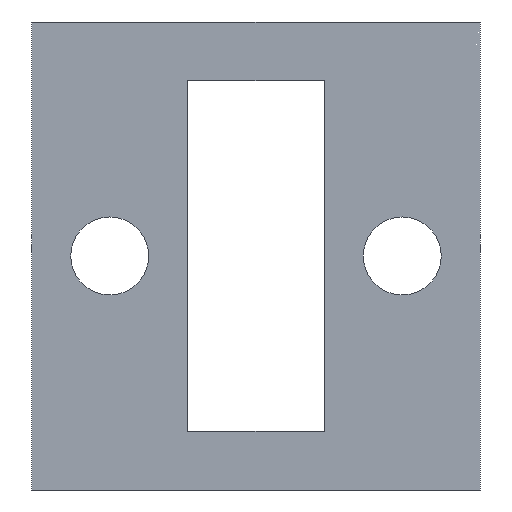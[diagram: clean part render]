
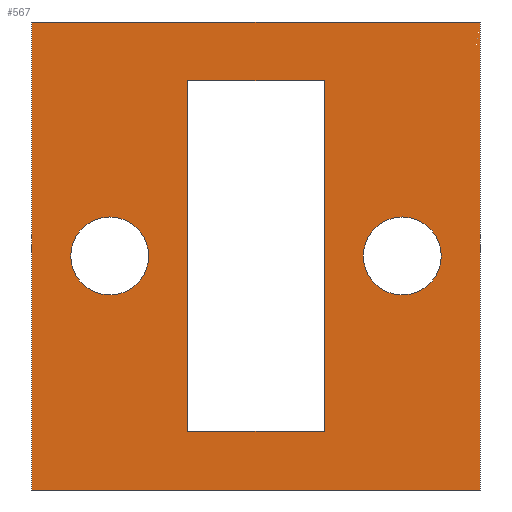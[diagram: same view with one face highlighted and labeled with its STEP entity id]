
A CAD part, front view. The second image highlights one B-rep face of the part: STEP entity #567.
In plain terms, the highlighted planar face has unit normal (0, -1, 0).
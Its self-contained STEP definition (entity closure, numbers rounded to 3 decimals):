
#17=FACE_BOUND('',#91,.T.);
#18=FACE_BOUND('',#92,.T.);
#19=FACE_BOUND('',#93,.T.);
#34=PLANE('',#639);
#61=FACE_OUTER_BOUND('',#90,.T.);
#90=EDGE_LOOP('',(#499,#500,#501,#502));
#91=EDGE_LOOP('',(#503));
#92=EDGE_LOOP('',(#504));
#93=EDGE_LOOP('',(#505,#506,#507,#508));
#121=LINE('',#871,#177);
#134=LINE('',#913,#190);
#136=LINE('',#916,#192);
#138=LINE('',#923,#194);
#147=LINE('',#953,#203);
#151=LINE('',#960,#207);
#152=LINE('',#962,#208);
#153=LINE('',#963,#209);
#177=VECTOR('',#699,10.);
#190=VECTOR('',#742,10.);
#192=VECTOR('',#746,10.);
#194=VECTOR('',#754,10.);
#203=VECTOR('',#789,10.);
#207=VECTOR('',#795,10.);
#208=VECTOR('',#798,10.);
#209=VECTOR('',#799,10.);
#211=CIRCLE('',#592,1.);
#214=CIRCLE('',#596,1.);
#236=VERTEX_POINT('',#808);
#239=VERTEX_POINT('',#816);
#260=VERTEX_POINT('',#868);
#261=VERTEX_POINT('',#870);
#274=VERTEX_POINT('',#910);
#275=VERTEX_POINT('',#912);
#284=VERTEX_POINT('',#950);
#285=VERTEX_POINT('',#952);
#286=VERTEX_POINT('',#956);
#287=VERTEX_POINT('',#958);
#290=EDGE_CURVE('',#236,#236,#211,.T.);
#294=EDGE_CURVE('',#239,#239,#214,.T.);
#320=EDGE_CURVE('',#261,#260,#121,.T.);
#341=EDGE_CURVE('',#275,#274,#134,.T.);
#343=EDGE_CURVE('',#274,#261,#136,.T.);
#347=EDGE_CURVE('',#260,#275,#138,.T.);
#362=EDGE_CURVE('',#284,#285,#147,.T.);
#366=EDGE_CURVE('',#286,#287,#151,.T.);
#367=EDGE_CURVE('',#284,#286,#152,.T.);
#368=EDGE_CURVE('',#285,#287,#153,.T.);
#499=ORIENTED_EDGE('',*,*,#367,.T.);
#500=ORIENTED_EDGE('',*,*,#366,.T.);
#501=ORIENTED_EDGE('',*,*,#368,.F.);
#502=ORIENTED_EDGE('',*,*,#362,.F.);
#503=ORIENTED_EDGE('',*,*,#290,.T.);
#504=ORIENTED_EDGE('',*,*,#294,.T.);
#505=ORIENTED_EDGE('',*,*,#320,.T.);
#506=ORIENTED_EDGE('',*,*,#347,.T.);
#507=ORIENTED_EDGE('',*,*,#341,.T.);
#508=ORIENTED_EDGE('',*,*,#343,.T.);
#567=ADVANCED_FACE('',(#61,#17,#18,#19),#34,.T.);
#592=AXIS2_PLACEMENT_3D('',#810,#649,#650);
#596=AXIS2_PLACEMENT_3D('',#818,#658,#659);
#639=AXIS2_PLACEMENT_3D('',#961,#796,#797);
#649=DIRECTION('center_axis',(0.,1.,0.));
#650=DIRECTION('ref_axis',(1.,0.,0.));
#658=DIRECTION('center_axis',(0.,1.,0.));
#659=DIRECTION('ref_axis',(1.,0.,0.));
#699=DIRECTION('',(0.,0.,-1.));
#742=DIRECTION('',(0.,0.,1.));
#746=DIRECTION('',(1.,0.,0.));
#754=DIRECTION('',(-1.,0.,0.));
#789=DIRECTION('',(0.,0.,1.));
#795=DIRECTION('',(0.,0.,1.));
#796=DIRECTION('center_axis',(0.,-1.,0.));
#797=DIRECTION('ref_axis',(1.,0.,0.));
#798=DIRECTION('',(1.,0.,0.));
#799=DIRECTION('',(1.,0.,0.));
#808=CARTESIAN_POINT('',(2.75,-6.,6.));
#810=CARTESIAN_POINT('Origin',(3.75,-6.,6.));
#816=CARTESIAN_POINT('',(-4.75,-6.,6.));
#818=CARTESIAN_POINT('Origin',(-3.75,-6.,6.));
#868=CARTESIAN_POINT('',(1.75,-6.,1.5));
#870=CARTESIAN_POINT('',(1.75,-6.,10.5));
#871=CARTESIAN_POINT('',(1.75,-6.,0.75));
#910=CARTESIAN_POINT('',(-1.75,-6.,10.5));
#912=CARTESIAN_POINT('',(-1.75,-6.,1.5));
#913=CARTESIAN_POINT('',(-1.75,-6.,5.25));
#916=CARTESIAN_POINT('',(-2.,-6.,10.5));
#923=CARTESIAN_POINT('',(-3.75,-6.,1.5));
#950=CARTESIAN_POINT('',(-5.75,-6.,0.));
#952=CARTESIAN_POINT('',(-5.75,-6.,12.));
#953=CARTESIAN_POINT('',(-5.75,-6.,0.));
#956=CARTESIAN_POINT('',(5.75,-6.,0.));
#958=CARTESIAN_POINT('',(5.75,-6.,12.));
#960=CARTESIAN_POINT('',(5.75,-6.,0.));
#961=CARTESIAN_POINT('Origin',(-5.75,-6.,0.));
#962=CARTESIAN_POINT('',(-5.75,-6.,0.));
#963=CARTESIAN_POINT('',(-5.75,-6.,12.));
